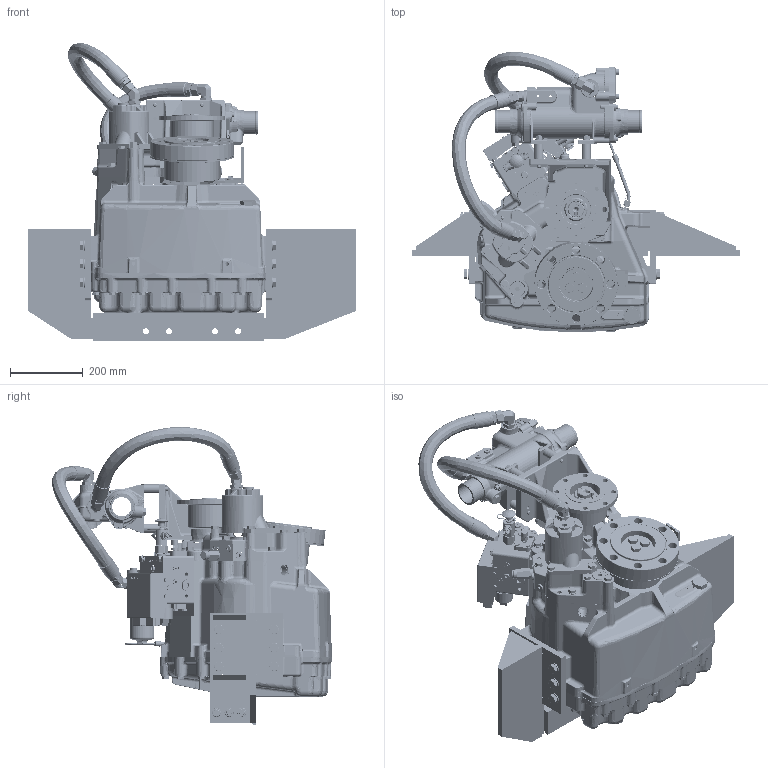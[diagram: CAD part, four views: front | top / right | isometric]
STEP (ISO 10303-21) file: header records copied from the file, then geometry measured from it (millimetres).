
FILE_DESCRIPTION (( 'STEP AP214' ), '1' );
FILE_NAME ('PX13365A.STEP', '2019-01-30T14:17:28', ( 'builduser' ), ( 'TWINCO' ), 'SwSTEP 2.0', 'SolidWorks 2015', '' );
FILE_SCHEMA (( 'AUTOMOTIVE_DESIGN' ));
Length unit declared in the file: millimetre
Products named in the file (1): PX13365A
Bounding box: 901.7 x 771.42 x 820.68 mm (x, y, z)
Surface area: 3346366.3 mm2 (no closed solid volume)
Topology: 0 solids, 617 shells, 5139 faces, 18829 edges, 13703 vertices
Faces by surface type: plane 1645, cylinder 1429, bspline 929, cone 498, torus 488, sphere 150
Entity records: 337081 total; most frequent: CARTESIAN_POINT 133802, DIRECTION 28852, ORIENTED_EDGE 27779, EDGE_CURVE 18666, VERTEX_POINT 13682, AXIS2_PLACEMENT_3D 11069, CIRCLE 6858, VECTOR 6714
